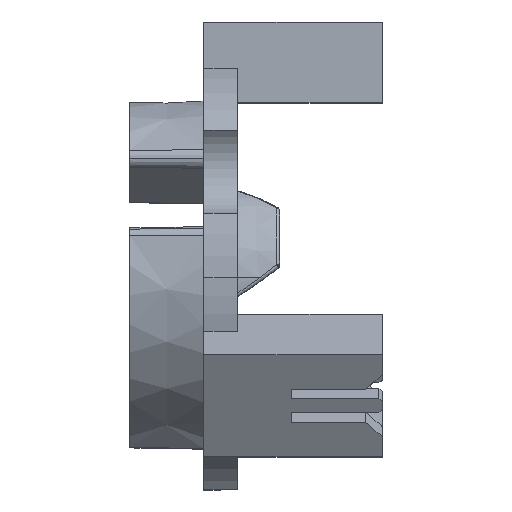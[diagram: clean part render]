
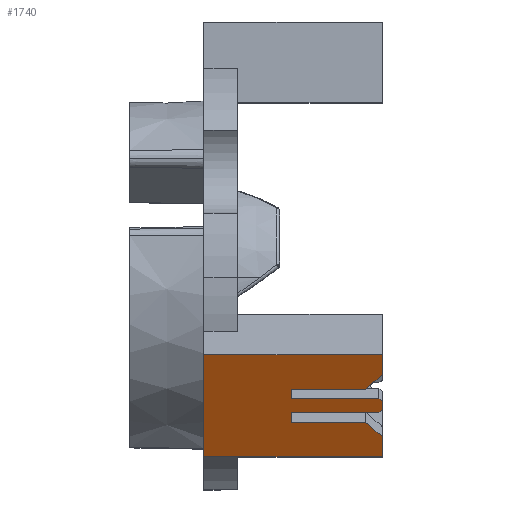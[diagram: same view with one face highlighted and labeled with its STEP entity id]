
A CAD part, top view. The second image highlights one B-rep face of the part: STEP entity #1740.
In plain terms, the highlighted planar face has unit normal (0, -0.5, 0.866).
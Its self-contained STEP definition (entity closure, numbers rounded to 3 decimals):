
#20 = ORIENTED_EDGE ( 'NONE', *, *, #2483, .T. ) ;
#133 = LINE ( 'NONE', #7102, #5344 ) ;
#138 = VERTEX_POINT ( 'NONE', #7898 ) ;
#299 = DIRECTION ( 'NONE',  ( -1., 0., 0. ) ) ;
#415 = DIRECTION ( 'NONE',  ( 0., -0.866, -0.5 ) ) ;
#420 = EDGE_CURVE ( 'NONE', #2178, #138, #3074, .T. ) ;
#575 = VERTEX_POINT ( 'NONE', #2888 ) ;
#803 = VECTOR ( 'NONE', #6668, 1000. ) ;
#965 = LINE ( 'NONE', #10409, #3112 ) ;
#1209 = FACE_OUTER_BOUND ( 'NONE', #6738, .T. ) ;
#1262 = CARTESIAN_POINT ( 'NONE',  ( 5.2, -7.189, 13.401 ) ) ;
#1377 = CARTESIAN_POINT ( 'NONE',  ( 5.2, -8.011, 12.926 ) ) ;
#1404 = CARTESIAN_POINT ( 'NONE',  ( 10.6, -10.631, 11.414 ) ) ;
#1449 = ORIENTED_EDGE ( 'NONE', *, *, #6642, .T. ) ;
#1602 = ORIENTED_EDGE ( 'NONE', *, *, #2547, .F. ) ;
#1647 = DIRECTION ( 'NONE',  ( 0., 0.866, 0.5 ) ) ;
#1704 = EDGE_CURVE ( 'NONE', #8797, #2373, #6103, .T. ) ;
#1740 = ADVANCED_FACE ( 'NONE', ( #1209 ), #3011, .T. ) ;
#1808 = VERTEX_POINT ( 'NONE', #1262 ) ;
#2013 = CARTESIAN_POINT ( 'NONE',  ( 0., -10.631, 11.414 ) ) ;
#2146 = EDGE_CURVE ( 'NONE', #4992, #5524, #3034, .T. ) ;
#2153 = CARTESIAN_POINT ( 'NONE',  ( 10.6, -5.76, 14.226 ) ) ;
#2178 = VERTEX_POINT ( 'NONE', #2013 ) ;
#2267 = VERTEX_POINT ( 'NONE', #9777 ) ;
#2326 = EDGE_CURVE ( 'NONE', #3493, #7845, #10955, .T. ) ;
#2350 = CARTESIAN_POINT ( 'NONE',  ( 5.2, -8.574, 12.601 ) ) ;
#2373 = VERTEX_POINT ( 'NONE', #7415 ) ;
#2425 = EDGE_CURVE ( 'NONE', #2267, #1808, #9691, .T. ) ;
#2483 = EDGE_CURVE ( 'NONE', #7845, #4948, #4464, .T. ) ;
#2547 = EDGE_CURVE ( 'NONE', #575, #4830, #8961, .T. ) ;
#2646 = LINE ( 'NONE', #7087, #11017 ) ;
#2703 = DIRECTION ( 'NONE',  ( 0.707, -0.612, -0.354 ) ) ;
#2723 = CARTESIAN_POINT ( 'NONE',  ( 9.6, -8.574, 12.601 ) ) ;
#2850 = EDGE_CURVE ( 'NONE', #6456, #2373, #965, .T. ) ;
#2888 = CARTESIAN_POINT ( 'NONE',  ( 10.6, -5.76, 14.226 ) ) ;
#3011 = PLANE ( 'NONE',  #10531 ) ;
#3034 = LINE ( 'NONE', #8820, #3795 ) ;
#3074 = LINE ( 'NONE', #6669, #3980 ) ;
#3112 = VECTOR ( 'NONE', #2703, 1000. ) ;
#3118 = CARTESIAN_POINT ( 'NONE',  ( 5.2, -8.574, 12.601 ) ) ;
#3153 = ORIENTED_EDGE ( 'NONE', *, *, #420, .F. ) ;
#3171 = ORIENTED_EDGE ( 'NONE', *, *, #3702, .F. ) ;
#3230 = ORIENTED_EDGE ( 'NONE', *, *, #2425, .F. ) ;
#3233 = LINE ( 'NONE', #10931, #9924 ) ;
#3493 = VERTEX_POINT ( 'NONE', #9212 ) ;
#3564 = DIRECTION ( 'NONE',  ( -1., 0., 0. ) ) ;
#3702 = EDGE_CURVE ( 'NONE', #4830, #2267, #10499, .T. ) ;
#3755 = ORIENTED_EDGE ( 'NONE', *, *, #7433, .F. ) ;
#3795 = VECTOR ( 'NONE', #4493, 1000. ) ;
#3980 = VECTOR ( 'NONE', #9143, 1000. ) ;
#4053 = LINE ( 'NONE', #2350, #7222 ) ;
#4138 = CARTESIAN_POINT ( 'NONE',  ( 9.6, -8.574, 12.601 ) ) ;
#4464 = LINE ( 'NONE', #7782, #10217 ) ;
#4493 = DIRECTION ( 'NONE',  ( -1., 0., 0. ) ) ;
#4705 = DIRECTION ( 'NONE',  ( -1., 0., 0. ) ) ;
#4830 = VERTEX_POINT ( 'NONE', #6109 ) ;
#4948 = VERTEX_POINT ( 'NONE', #7120 ) ;
#4970 = VECTOR ( 'NONE', #5992, 1000. ) ;
#4992 = VERTEX_POINT ( 'NONE', #6507 ) ;
#5058 = VECTOR ( 'NONE', #8316, 1000. ) ;
#5209 = ORIENTED_EDGE ( 'NONE', *, *, #8299, .T. ) ;
#5344 = VECTOR ( 'NONE', #3564, 1000. ) ;
#5374 = CARTESIAN_POINT ( 'NONE',  ( 10.6, -10.631, 11.414 ) ) ;
#5524 = VERTEX_POINT ( 'NONE', #1377 ) ;
#5559 = VERTEX_POINT ( 'NONE', #3118 ) ;
#5569 = CARTESIAN_POINT ( 'NONE',  ( 10.6, -10.631, 11.414 ) ) ;
#5605 = EDGE_CURVE ( 'NONE', #4992, #3493, #11037, .T. ) ;
#5992 = DIRECTION ( 'NONE',  ( 0., 0.866, 0.5 ) ) ;
#6103 = LINE ( 'NONE', #8747, #4970 ) ;
#6109 = CARTESIAN_POINT ( 'NONE',  ( 9.6, -6.626, 13.726 ) ) ;
#6133 = ORIENTED_EDGE ( 'NONE', *, *, #2326, .T. ) ;
#6456 = VERTEX_POINT ( 'NONE', #2723 ) ;
#6494 = DIRECTION ( 'NONE',  ( -0.707, -0.612, -0.354 ) ) ;
#6507 = CARTESIAN_POINT ( 'NONE',  ( 10.4, -8.011, 12.926 ) ) ;
#6642 = EDGE_CURVE ( 'NONE', #575, #7301, #3233, .T. ) ;
#6668 = DIRECTION ( 'NONE',  ( 1., 0., 0. ) ) ;
#6669 = CARTESIAN_POINT ( 'NONE',  ( 0., -10.631, 11.414 ) ) ;
#6714 = ORIENTED_EDGE ( 'NONE', *, *, #2850, .F. ) ;
#6738 = EDGE_LOOP ( 'NONE', ( #7358, #11096, #6133, #20, #8348, #3230, #3171, #1602, #1449, #5209, #3153, #7368, #8929, #6714, #11119, #3755 ) ) ;
#6934 = LINE ( 'NONE', #9630, #10731 ) ;
#6938 = DIRECTION ( 'NONE',  ( -0.707, 0.612, 0.354 ) ) ;
#7083 = VECTOR ( 'NONE', #10410, 1000. ) ;
#7087 = CARTESIAN_POINT ( 'NONE',  ( 5.2, -7.189, 13.401 ) ) ;
#7102 = CARTESIAN_POINT ( 'NONE',  ( 10.6, -10.631, 11.414 ) ) ;
#7120 = CARTESIAN_POINT ( 'NONE',  ( 10.4, -7.189, 13.401 ) ) ;
#7160 = DIRECTION ( 'NONE',  ( 0., -0.866, -0.5 ) ) ;
#7202 = VECTOR ( 'NONE', #7160, 1000. ) ;
#7222 = VECTOR ( 'NONE', #9273, 1000. ) ;
#7301 = VERTEX_POINT ( 'NONE', #9672 ) ;
#7358 = ORIENTED_EDGE ( 'NONE', *, *, #2146, .F. ) ;
#7368 = ORIENTED_EDGE ( 'NONE', *, *, #8354, .F. ) ;
#7415 = CARTESIAN_POINT ( 'NONE',  ( 10.6, -9.44, 12.101 ) ) ;
#7433 = EDGE_CURVE ( 'NONE', #5524, #5559, #4053, .T. ) ;
#7782 = CARTESIAN_POINT ( 'NONE',  ( 12.488, -8.996, 12.357 ) ) ;
#7829 = CARTESIAN_POINT ( 'NONE',  ( 8.988, -9.235, 12.22 ) ) ;
#7845 = VERTEX_POINT ( 'NONE', #10326 ) ;
#7878 = VECTOR ( 'NONE', #6494, 1000. ) ;
#7898 = CARTESIAN_POINT ( 'NONE',  ( 0., -4.569, 14.914 ) ) ;
#8010 = DIRECTION ( 'NONE',  ( 0., -0.5, 0.866 ) ) ;
#8299 = EDGE_CURVE ( 'NONE', #7301, #138, #6934, .T. ) ;
#8316 = DIRECTION ( 'NONE',  ( 0., 0.866, 0.5 ) ) ;
#8337 = VECTOR ( 'NONE', #4705, 1000. ) ;
#8348 = ORIENTED_EDGE ( 'NONE', *, *, #9837, .F. ) ;
#8354 = EDGE_CURVE ( 'NONE', #8797, #2178, #133, .T. ) ;
#8359 = LINE ( 'NONE', #4138, #803 ) ;
#8743 = CARTESIAN_POINT ( 'NONE',  ( 5.2, -6.626, 13.726 ) ) ;
#8747 = CARTESIAN_POINT ( 'NONE',  ( 10.6, -10.631, 11.414 ) ) ;
#8797 = VERTEX_POINT ( 'NONE', #5569 ) ;
#8820 = CARTESIAN_POINT ( 'NONE',  ( 5.2, -8.011, 12.926 ) ) ;
#8929 = ORIENTED_EDGE ( 'NONE', *, *, #1704, .T. ) ;
#8961 = LINE ( 'NONE', #2153, #7878 ) ;
#9143 = DIRECTION ( 'NONE',  ( 0., 0.866, 0.5 ) ) ;
#9212 = CARTESIAN_POINT ( 'NONE',  ( 10.6, -7.838, 13.026 ) ) ;
#9273 = DIRECTION ( 'NONE',  ( 0., -0.866, -0.5 ) ) ;
#9630 = CARTESIAN_POINT ( 'NONE',  ( 10.6, -4.569, 14.914 ) ) ;
#9672 = CARTESIAN_POINT ( 'NONE',  ( 10.6, -4.569, 14.914 ) ) ;
#9691 = LINE ( 'NONE', #8743, #7202 ) ;
#9777 = CARTESIAN_POINT ( 'NONE',  ( 5.2, -6.626, 13.726 ) ) ;
#9837 = EDGE_CURVE ( 'NONE', #1808, #4948, #2646, .T. ) ;
#9924 = VECTOR ( 'NONE', #1647, 1000. ) ;
#10217 = VECTOR ( 'NONE', #6938, 1000. ) ;
#10326 = CARTESIAN_POINT ( 'NONE',  ( 10.6, -7.362, 13.301 ) ) ;
#10409 = CARTESIAN_POINT ( 'NONE',  ( 10.6, -9.44, 12.101 ) ) ;
#10410 = DIRECTION ( 'NONE',  ( 0.707, 0.612, 0.354 ) ) ;
#10499 = LINE ( 'NONE', #10728, #8337 ) ;
#10516 = DIRECTION ( 'NONE',  ( 1., 0., 0. ) ) ;
#10531 = AXIS2_PLACEMENT_3D ( 'NONE', #5374, #8010, #415 ) ;
#10728 = CARTESIAN_POINT ( 'NONE',  ( 9.6, -6.626, 13.726 ) ) ;
#10731 = VECTOR ( 'NONE', #299, 1000. ) ;
#10931 = CARTESIAN_POINT ( 'NONE',  ( 10.6, -10.631, 11.414 ) ) ;
#10952 = EDGE_CURVE ( 'NONE', #5559, #6456, #8359, .T. ) ;
#10955 = LINE ( 'NONE', #1404, #5058 ) ;
#11017 = VECTOR ( 'NONE', #10516, 1000. ) ;
#11037 = LINE ( 'NONE', #7829, #7083 ) ;
#11096 = ORIENTED_EDGE ( 'NONE', *, *, #5605, .T. ) ;
#11119 = ORIENTED_EDGE ( 'NONE', *, *, #10952, .F. ) ;
